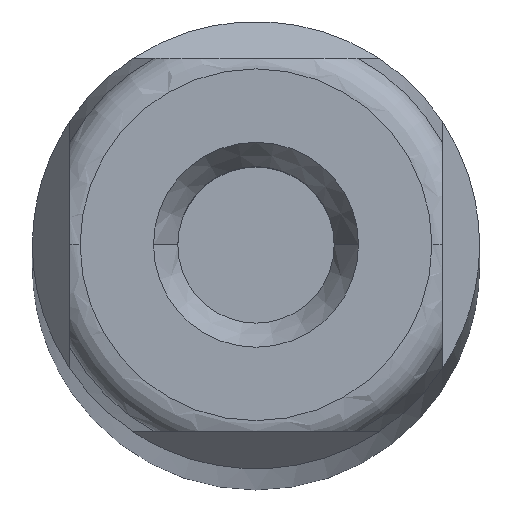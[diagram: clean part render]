
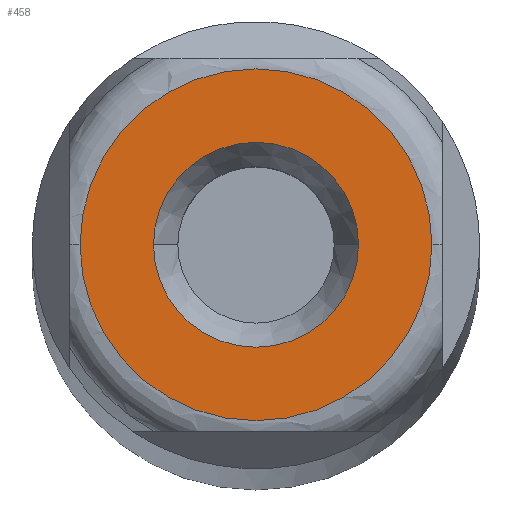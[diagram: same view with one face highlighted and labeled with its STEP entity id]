
A CAD part, top view. The second image highlights one B-rep face of the part: STEP entity #458.
In plain terms, the highlighted planar face has unit normal (0, 0, 1).
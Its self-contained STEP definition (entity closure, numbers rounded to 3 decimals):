
#38 = VERTEX_POINT ( 'NONE', #1318 ) ;
#45 = AXIS2_PLACEMENT_3D ( 'NONE', #446, #737, #527 ) ;
#53 = CIRCLE ( 'NONE', #694, 2.75 ) ;
#57 = DIRECTION ( 'NONE',  ( 0., 0., 1. ) ) ;
#139 = ORIENTED_EDGE ( 'NONE', *, *, #1331, .F. ) ;
#143 = VERTEX_POINT ( 'NONE', #969 ) ;
#147 = DIRECTION ( 'NONE',  ( -1., 0., 0. ) ) ;
#318 = EDGE_LOOP ( 'NONE', ( #1148, #363 ) ) ;
#319 = AXIS2_PLACEMENT_3D ( 'NONE', #971, #1073, #147 ) ;
#338 = CARTESIAN_POINT ( 'NONE',  ( 0., 0., 0. ) ) ;
#363 = ORIENTED_EDGE ( 'NONE', *, *, #1252, .T. ) ;
#374 = CARTESIAN_POINT ( 'NONE',  ( 0., 0., 0. ) ) ;
#376 = FACE_BOUND ( 'NONE', #490, .T. ) ;
#436 = VERTEX_POINT ( 'NONE', #556 ) ;
#446 = CARTESIAN_POINT ( 'NONE',  ( 0., 0., 0. ) ) ;
#458 = ADVANCED_FACE ( 'NONE', ( #376, #593 ), #1185, .F. ) ;
#490 = EDGE_LOOP ( 'NONE', ( #976, #139 ) ) ;
#508 = DIRECTION ( 'NONE',  ( 1., 0., 0. ) ) ;
#527 = DIRECTION ( 'NONE',  ( 1., 0., 0. ) ) ;
#556 = CARTESIAN_POINT ( 'NONE',  ( 2.75, 0., 0. ) ) ;
#593 = FACE_OUTER_BOUND ( 'NONE', #318, .T. ) ;
#602 = DIRECTION ( 'NONE',  ( 0., 0., 1. ) ) ;
#694 = AXIS2_PLACEMENT_3D ( 'NONE', #1237, #602, #508 ) ;
#737 = DIRECTION ( 'NONE',  ( 0., 0., 1. ) ) ;
#749 = DIRECTION ( 'NONE',  ( 0., 0., 1. ) ) ;
#806 = AXIS2_PLACEMENT_3D ( 'NONE', #374, #57, #1099 ) ;
#830 = VERTEX_POINT ( 'NONE', #1023 ) ;
#857 = CIRCLE ( 'NONE', #806, 2.75 ) ;
#955 = EDGE_CURVE ( 'NONE', #436, #38, #53, .T. ) ;
#969 = CARTESIAN_POINT ( 'NONE',  ( 4.72, 0., 0. ) ) ;
#971 = CARTESIAN_POINT ( 'NONE',  ( 0., 0., 0. ) ) ;
#976 = ORIENTED_EDGE ( 'NONE', *, *, #955, .F. ) ;
#1023 = CARTESIAN_POINT ( 'NONE',  ( -4.72, 0., 0. ) ) ;
#1058 = DIRECTION ( 'NONE',  ( 1., 0., 0. ) ) ;
#1073 = DIRECTION ( 'NONE',  ( 0., 0., -1. ) ) ;
#1099 = DIRECTION ( 'NONE',  ( 1., 0., 0. ) ) ;
#1118 = AXIS2_PLACEMENT_3D ( 'NONE', #338, #749, #1058 ) ;
#1148 = ORIENTED_EDGE ( 'NONE', *, *, #1194, .T. ) ;
#1185 = PLANE ( 'NONE',  #319 ) ;
#1191 = CIRCLE ( 'NONE', #45, 4.72 ) ;
#1194 = EDGE_CURVE ( 'NONE', #143, #830, #1307, .T. ) ;
#1237 = CARTESIAN_POINT ( 'NONE',  ( 0., 0., 0. ) ) ;
#1252 = EDGE_CURVE ( 'NONE', #830, #143, #1191, .T. ) ;
#1307 = CIRCLE ( 'NONE', #1118, 4.72 ) ;
#1318 = CARTESIAN_POINT ( 'NONE',  ( -2.75, 0., 0. ) ) ;
#1331 = EDGE_CURVE ( 'NONE', #38, #436, #857, .T. ) ;
